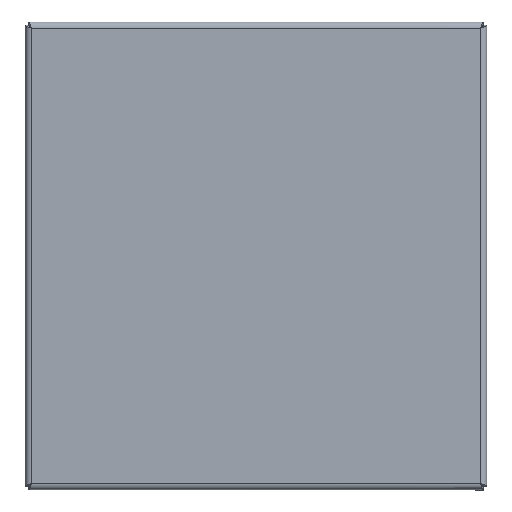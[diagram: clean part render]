
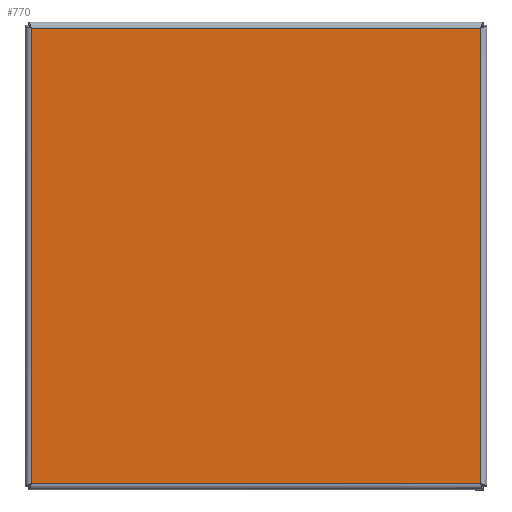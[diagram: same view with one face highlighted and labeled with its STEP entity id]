
A CAD part, top view. The second image highlights one B-rep face of the part: STEP entity #770.
In plain terms, the highlighted planar face has unit normal (0, 0, 1).
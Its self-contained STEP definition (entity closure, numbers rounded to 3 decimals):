
#120=FACE_OUTER_BOUND('',#168,.T.);
#168=EDGE_LOOP('',(#618,#619,#620,#621));
#208=LINE('',#1378,#268);
#214=LINE('',#1444,#274);
#221=LINE('',#1510,#281);
#227=LINE('',#1574,#287);
#268=VECTOR('',#887,10.);
#274=VECTOR('',#899,10.);
#281=VECTOR('',#912,10.);
#287=VECTOR('',#924,10.);
#346=VERTEX_POINT('',#1369);
#347=VERTEX_POINT('',#1377);
#350=VERTEX_POINT('',#1443);
#352=VERTEX_POINT('',#1509);
#417=EDGE_CURVE('',#347,#346,#208,.T.);
#425=EDGE_CURVE('',#350,#347,#214,.T.);
#434=EDGE_CURVE('',#352,#350,#221,.T.);
#442=EDGE_CURVE('',#346,#352,#227,.T.);
#618=ORIENTED_EDGE('',*,*,#417,.T.);
#619=ORIENTED_EDGE('',*,*,#442,.T.);
#620=ORIENTED_EDGE('',*,*,#434,.T.);
#621=ORIENTED_EDGE('',*,*,#425,.T.);
#679=PLANE('',#819);
#770=ADVANCED_FACE('',(#120),#679,.F.);
#819=AXIS2_PLACEMENT_3D('',#1627,#933,#934);
#887=DIRECTION('',(0.,1.,0.));
#899=DIRECTION('',(1.,0.,0.));
#912=DIRECTION('',(0.,-1.,0.));
#924=DIRECTION('',(-1.,0.,0.));
#933=DIRECTION('center_axis',(0.,0.,-1.));
#934=DIRECTION('ref_axis',(-1.,0.,0.));
#1369=CARTESIAN_POINT('',(146.,148.,99.));
#1377=CARTESIAN_POINT('',(146.,-148.,99.));
#1378=CARTESIAN_POINT('',(146.,-74.,99.));
#1443=CARTESIAN_POINT('',(-146.,-148.,99.));
#1444=CARTESIAN_POINT('',(-73.,-148.,99.));
#1509=CARTESIAN_POINT('',(-146.,148.,99.));
#1510=CARTESIAN_POINT('',(-146.,74.,99.));
#1574=CARTESIAN_POINT('',(73.,148.,99.));
#1627=CARTESIAN_POINT('Origin',(0.,0.,
99.));
